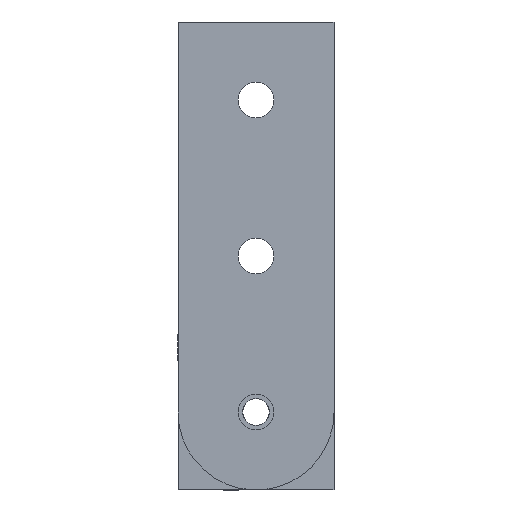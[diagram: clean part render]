
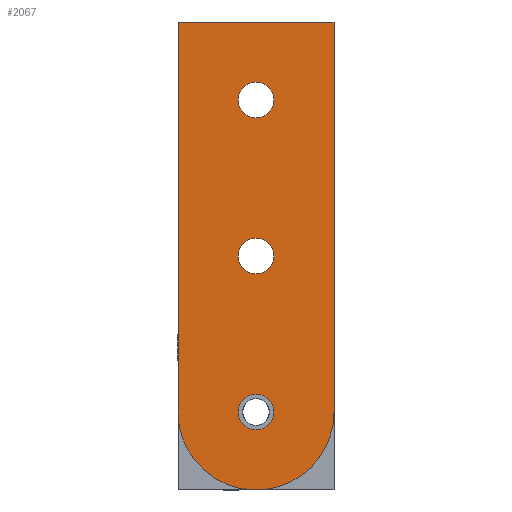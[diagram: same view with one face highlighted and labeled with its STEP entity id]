
A CAD part, left-side view. The second image highlights one B-rep face of the part: STEP entity #2067.
In plain terms, the highlighted planar face has unit normal (-1, 0, 0).
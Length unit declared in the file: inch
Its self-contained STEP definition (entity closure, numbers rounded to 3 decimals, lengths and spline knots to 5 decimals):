
#1668=CARTESIAN_POINT('',(-1.,-0.53033,0.21967));
#1669=VERTEX_POINT('',#1668);
#1685=CARTESIAN_POINT('',(-1.0,-0.75,0.75));
#1686=VERTEX_POINT('',#1685);
#1693=CARTESIAN_POINT('',(-1.0,0.,0.75));
#1694=DIRECTION('',(1.,0.,0.));
#1695=DIRECTION('',(0.,0.707,-0.707));
#1696=AXIS2_PLACEMENT_3D('',#1693,#1694,#1695);
#1697=CIRCLE('',#1696,0.75);
#1698=EDGE_CURVE('',#1686,#1669,#1697,.T.);
#1708=CARTESIAN_POINT('',(-1.0,-0.171,0.75));
#1709=VERTEX_POINT('',#1708);
#1718=CARTESIAN_POINT('',(-1.0,0.171,0.75));
#1719=VERTEX_POINT('',#1718);
#1720=CARTESIAN_POINT('',(-1.0,0.,0.75));
#1721=DIRECTION('',(1.0,0.0,0.0));
#1722=DIRECTION('',(0.0,-1.0,0.0));
#1723=AXIS2_PLACEMENT_3D('',#1720,#1721,#1722);
#1724=CIRCLE('',#1723,0.171);
#1725=EDGE_CURVE('',#1719,#1709,#1724,.T.);
#1750=CARTESIAN_POINT('',(-1.0,-0.171,2.25));
#1751=VERTEX_POINT('',#1750);
#1760=CARTESIAN_POINT('',(-1.0,0.171,2.25));
#1761=VERTEX_POINT('',#1760);
#1762=CARTESIAN_POINT('',(-1.0,0.,2.25));
#1763=DIRECTION('',(1.0,0.0,0.0));
#1764=DIRECTION('',(0.0,-1.0,0.0));
#1765=AXIS2_PLACEMENT_3D('',#1762,#1763,#1764);
#1766=CIRCLE('',#1765,0.171);
#1767=EDGE_CURVE('',#1761,#1751,#1766,.T.);
#1792=CARTESIAN_POINT('',(-1.,-0.171,3.75));
#1793=VERTEX_POINT('',#1792);
#1802=CARTESIAN_POINT('',(-1.,0.171,3.75));
#1803=VERTEX_POINT('',#1802);
#1804=CARTESIAN_POINT('',(-1.,0.0,3.75));
#1805=DIRECTION('',(1.0,0.0,0.0));
#1806=DIRECTION('',(0.0,-1.0,0.0));
#1807=AXIS2_PLACEMENT_3D('',#1804,#1805,#1806);
#1808=CIRCLE('',#1807,0.171);
#1809=EDGE_CURVE('',#1803,#1793,#1808,.T.);
#1843=CARTESIAN_POINT('',(-1.,0.0,3.75));
#1844=DIRECTION('',(1.0,0.0,0.0));
#1845=DIRECTION('',(0.0,-1.0,0.0));
#1846=AXIS2_PLACEMENT_3D('',#1843,#1844,#1845);
#1847=CIRCLE('',#1846,0.171);
#1848=EDGE_CURVE('',#1793,#1803,#1847,.T.);
#1867=CARTESIAN_POINT('',(-1.0,0.,2.25));
#1868=DIRECTION('',(1.0,0.0,0.0));
#1869=DIRECTION('',(0.0,-1.0,0.0));
#1870=AXIS2_PLACEMENT_3D('',#1867,#1868,#1869);
#1871=CIRCLE('',#1870,0.171);
#1872=EDGE_CURVE('',#1751,#1761,#1871,.T.);
#1891=CARTESIAN_POINT('',(-1.0,0.,0.75));
#1892=DIRECTION('',(1.0,0.0,0.0));
#1893=DIRECTION('',(0.0,-1.0,0.0));
#1894=AXIS2_PLACEMENT_3D('',#1891,#1892,#1893);
#1895=CIRCLE('',#1894,0.171);
#1896=EDGE_CURVE('',#1709,#1719,#1895,.T.);
#1959=CARTESIAN_POINT('',(-1.0,0.75,0.75));
#1960=VERTEX_POINT('',#1959);
#1961=CARTESIAN_POINT('',(-1.0,0.,0.75));
#1962=DIRECTION('',(1.,0.,0.));
#1963=DIRECTION('',(0.,0.707,-0.707));
#1964=AXIS2_PLACEMENT_3D('',#1961,#1962,#1963);
#1965=CIRCLE('',#1964,0.75);
#1966=EDGE_CURVE('',#1669,#1960,#1965,.T.);
#1985=CARTESIAN_POINT('',(-1.,-0.75,4.5));
#1986=VERTEX_POINT('',#1985);
#1993=CARTESIAN_POINT('',(-1.,-0.75,4.5));
#1994=DIRECTION('',(0.0,0.0,-1.0));
#1995=VECTOR('',#1994,3.75);
#1996=LINE('',#1993,#1995);
#1997=EDGE_CURVE('',#1986,#1686,#1996,.T.);
#2008=CARTESIAN_POINT('',(-1.,0.75,4.5));
#2009=VERTEX_POINT('',#2008);
#2010=CARTESIAN_POINT('',(-1.0,0.75,0.75));
#2011=DIRECTION('',(0.0,0.0,1.0));
#2012=VECTOR('',#2011,3.75);
#2013=LINE('',#2010,#2012);
#2014=EDGE_CURVE('',#1960,#2009,#2013,.T.);
#2031=CARTESIAN_POINT('',(-1.,0.75,4.5));
#2032=DIRECTION('',(0.0,-1.0,0.0));
#2033=VECTOR('',#2032,1.5);
#2034=LINE('',#2031,#2033);
#2035=EDGE_CURVE('',#2009,#1986,#2034,.T.);
#2043=CARTESIAN_POINT('',(-1.,-0.75,4.5));
#2044=DIRECTION('',(-1.0,0.0,0.0));
#2045=DIRECTION('',(0.0,1.0,0.0));
#2046=AXIS2_PLACEMENT_3D('',#2043,#2044,#2045);
#2047=PLANE('',#2046);
#2048=ORIENTED_EDGE('',*,*,#1698,.F.);
#2049=ORIENTED_EDGE('',*,*,#1997,.F.);
#2050=ORIENTED_EDGE('',*,*,#2035,.F.);
#2051=ORIENTED_EDGE('',*,*,#2014,.F.);
#2052=ORIENTED_EDGE('',*,*,#1966,.F.);
#2053=EDGE_LOOP('',(#2048,#2049,#2050,#2051,#2052));
#2054=FACE_OUTER_BOUND('',#2053,.T.);
#2055=ORIENTED_EDGE('',*,*,#1848,.T.);
#2056=ORIENTED_EDGE('',*,*,#1809,.T.);
#2057=EDGE_LOOP('',(#2055,#2056));
#2058=FACE_BOUND('',#2057,.T.);
#2059=ORIENTED_EDGE('',*,*,#1872,.T.);
#2060=ORIENTED_EDGE('',*,*,#1767,.T.);
#2061=EDGE_LOOP('',(#2059,#2060));
#2062=FACE_BOUND('',#2061,.T.);
#2063=ORIENTED_EDGE('',*,*,#1896,.T.);
#2064=ORIENTED_EDGE('',*,*,#1725,.T.);
#2065=EDGE_LOOP('',(#2063,#2064));
#2066=FACE_BOUND('',#2065,.T.);
#2067=ADVANCED_FACE('',(#2054,#2058,#2062,#2066),#2047,.T.);
